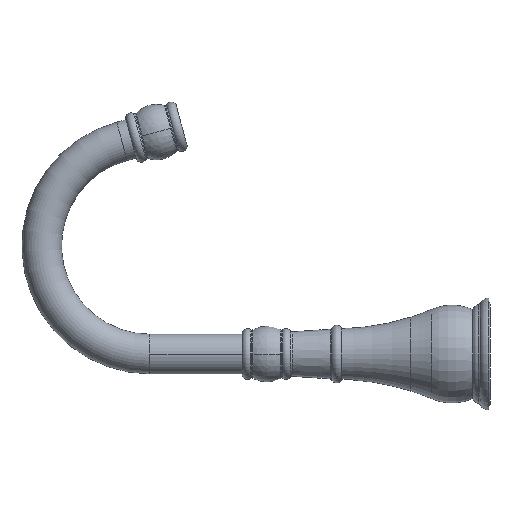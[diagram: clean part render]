
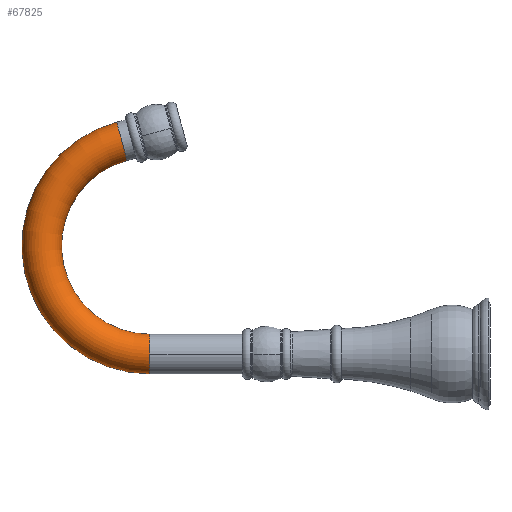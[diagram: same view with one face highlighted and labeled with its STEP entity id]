
A CAD part, left-side view. The second image highlights one B-rep face of the part: STEP entity #67825.
In plain terms, the highlighted toroidal (fillet/blend) face has major radius 60 mm and minor radius 11 mm.
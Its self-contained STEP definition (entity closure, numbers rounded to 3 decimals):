
#1132 = VERTEX_POINT ( 'NONE', #37939 ) ;
#6032 = CARTESIAN_POINT ( 'NONE',  ( 60., 53., 0. ) ) ;
#15218 = CIRCLE ( 'NONE', #24640, 11. ) ;
#17360 = CARTESIAN_POINT ( 'NONE',  ( 117.956, 68.529, 0. ) ) ;
#17922 = DIRECTION ( 'NONE',  ( 0., 1., 0. ) ) ;
#19264 = DIRECTION ( 'NONE',  ( -1., 0., 0. ) ) ;
#19385 = EDGE_CURVE ( 'NONE', #79648, #1132, #96918, .T. ) ;
#19769 = DIRECTION ( 'NONE',  ( 0., 0., 1. ) ) ;
#20229 = CARTESIAN_POINT ( 'NONE',  ( 0., 53., 0. ) ) ;
#20703 = DIRECTION ( 'NONE',  ( 0., 1., 0. ) ) ;
#21219 = DIRECTION ( 'NONE',  ( -1., 0., 0. ) ) ;
#21391 = ORIENTED_EDGE ( 'NONE', *, *, #74308, .T. ) ;
#21400 = VERTEX_POINT ( 'NONE', #82371 ) ;
#21402 = DIRECTION ( 'NONE',  ( 0., 0., -1. ) ) ;
#21796 = AXIS2_PLACEMENT_3D ( 'NONE', #20229, #20703, #94834 ) ;
#24640 = AXIS2_PLACEMENT_3D ( 'NONE', #17360, #43348, #19769 ) ;
#24846 = AXIS2_PLACEMENT_3D ( 'NONE', #26646, #86507, #19264 ) ;
#25301 = CARTESIAN_POINT ( 'NONE',  ( 0., 53., 0. ) ) ;
#26646 = CARTESIAN_POINT ( 'NONE',  ( 60., 53., 0. ) ) ;
#27964 = EDGE_CURVE ( 'NONE', #1132, #44907, #15218, .T. ) ;
#28307 = DIRECTION ( 'NONE',  ( -1., 0., 0. ) ) ;
#33311 = ORIENTED_EDGE ( 'NONE', *, *, #63607, .T. ) ;
#33958 = EDGE_LOOP ( 'NONE', ( #81447, #21391, #46544, #33311, #36237 ) ) ;
#35998 = DIRECTION ( 'NONE',  ( 0., 0., -1. ) ) ;
#36237 = ORIENTED_EDGE ( 'NONE', *, *, #27964, .F. ) ;
#37880 = CARTESIAN_POINT ( 'NONE',  ( 107.33, 65.682, 0. ) ) ;
#37939 = CARTESIAN_POINT ( 'NONE',  ( 128.581, 71.376, 0. ) ) ;
#38328 = EDGE_CURVE ( 'NONE', #68984, #21400, #51602, .T. ) ;
#43348 = DIRECTION ( 'NONE',  ( 0.259, -0.966, 0. ) ) ;
#44907 = VERTEX_POINT ( 'NONE', #37880 ) ;
#46544 = ORIENTED_EDGE ( 'NONE', *, *, #38328, .T. ) ;
#51000 = AXIS2_PLACEMENT_3D ( 'NONE', #25301, #17922, #63105 ) ;
#51478 = CIRCLE ( 'NONE', #24846, 49. ) ;
#51602 = CIRCLE ( 'NONE', #21796, 11. ) ;
#54711 = CARTESIAN_POINT ( 'NONE',  ( 0., 53., 11. ) ) ;
#58542 = FACE_OUTER_BOUND ( 'NONE', #33958, .T. ) ;
#63105 = DIRECTION ( 'NONE',  ( 0., 0., 1. ) ) ;
#63570 = CIRCLE ( 'NONE', #51000, 11. ) ;
#63607 = EDGE_CURVE ( 'NONE', #21400, #44907, #51478, .T. ) ;
#65607 = CARTESIAN_POINT ( 'NONE',  ( 60., 53., 0. ) ) ;
#67825 = ADVANCED_FACE ( 'NONE', ( #58542 ), #89947, .T. ) ;
#68984 = VERTEX_POINT ( 'NONE', #54711 ) ;
#74308 = EDGE_CURVE ( 'NONE', #79648, #68984, #63570, .T. ) ;
#79648 = VERTEX_POINT ( 'NONE', #80716 ) ;
#80716 = CARTESIAN_POINT ( 'NONE',  ( -11., 53., 0. ) ) ;
#81447 = ORIENTED_EDGE ( 'NONE', *, *, #19385, .F. ) ;
#82371 = CARTESIAN_POINT ( 'NONE',  ( 11., 53., 0. ) ) ;
#84389 = AXIS2_PLACEMENT_3D ( 'NONE', #65607, #21402, #28307 ) ;
#86507 = DIRECTION ( 'NONE',  ( 0., 0., -1. ) ) ;
#88409 = AXIS2_PLACEMENT_3D ( 'NONE', #6032, #35998, #21219 ) ;
#89947 = TOROIDAL_SURFACE ( 'NONE', #88409, 60., 11. ) ;
#94834 = DIRECTION ( 'NONE',  ( 0., 0., 1. ) ) ;
#96918 = CIRCLE ( 'NONE', #84389, 71. ) ;
